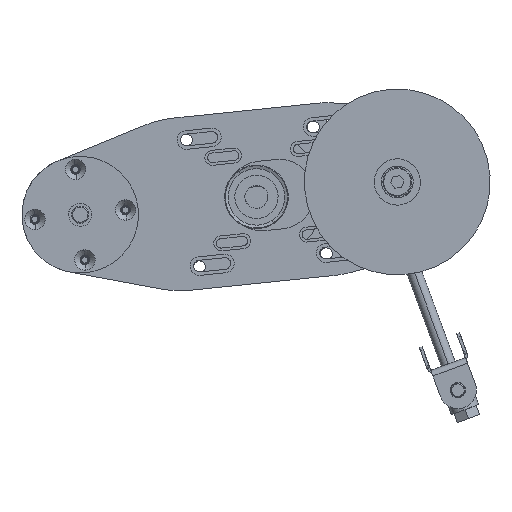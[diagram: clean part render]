
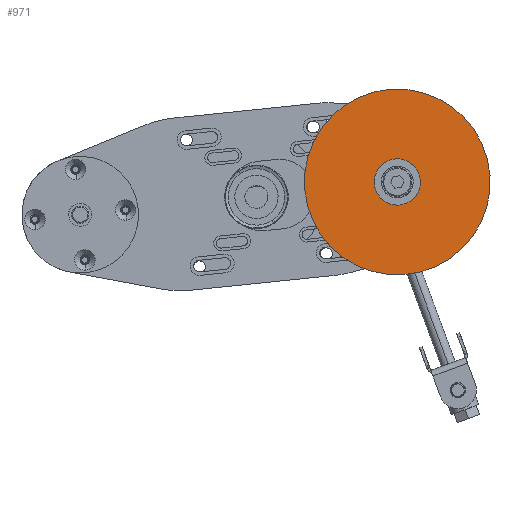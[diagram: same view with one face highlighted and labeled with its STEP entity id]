
A CAD part, front view. The second image highlights one B-rep face of the part: STEP entity #971.
In plain terms, the highlighted face is planar.
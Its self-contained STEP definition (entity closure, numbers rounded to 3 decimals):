
#436 = EDGE_CURVE ( 'NONE', #4170, #4067, #16264, .T. ) ;
#971 = ADVANCED_FACE ( 'NONE', ( #12060, #17773 ), #13815, .T. ) ;
#2797 = CARTESIAN_POINT ( 'NONE',  ( 0., 20., 0. ) ) ;
#2899 = ORIENTED_EDGE ( 'NONE', *, *, #17349, .F. ) ;
#4067 = VERTEX_POINT ( 'NONE', #16948 ) ;
#4170 = VERTEX_POINT ( 'NONE', #5334 ) ;
#5252 = DIRECTION ( 'NONE',  ( 0., 0., 1. ) ) ;
#5334 = CARTESIAN_POINT ( 'NONE',  ( 0., 20., -10. ) ) ;
#7080 = CARTESIAN_POINT ( 'NONE',  ( 0., 20., 0. ) ) ;
#7562 = AXIS2_PLACEMENT_3D ( 'NONE', #12665, #13487, #24424 ) ;
#9213 = DIRECTION ( 'NONE',  ( 0., 1., 0. ) ) ;
#9482 = AXIS2_PLACEMENT_3D ( 'NONE', #15373, #9213, #19116 ) ;
#9542 = DIRECTION ( 'NONE',  ( 0., 0., 1. ) ) ;
#12060 = FACE_BOUND ( 'NONE', #12649, .T. ) ;
#12326 = CIRCLE ( 'NONE', #26379, 10. ) ;
#12649 = EDGE_LOOP ( 'NONE', ( #2899, #27751 ) ) ;
#12665 = CARTESIAN_POINT ( 'NONE',  ( 0., 20., 0. ) ) ;
#13487 = DIRECTION ( 'NONE',  ( 0., 1., 0. ) ) ;
#13815 = PLANE ( 'NONE',  #7562 ) ;
#14177 = CARTESIAN_POINT ( 'NONE',  ( 0., 20., 0. ) ) ;
#15373 = CARTESIAN_POINT ( 'NONE',  ( 0., 20., 0. ) ) ;
#16264 = CIRCLE ( 'NONE', #9482, 10. ) ;
#16375 = AXIS2_PLACEMENT_3D ( 'NONE', #14177, #31319, #16626 ) ;
#16477 = CARTESIAN_POINT ( 'NONE',  ( 0., 20., -51. ) ) ;
#16533 = CIRCLE ( 'NONE', #27059, 51. ) ;
#16626 = DIRECTION ( 'NONE',  ( 0., 0., 1. ) ) ;
#16894 = EDGE_CURVE ( 'NONE', #22552, #22215, #16533, .T. ) ;
#16948 = CARTESIAN_POINT ( 'NONE',  ( 0., 20., 10. ) ) ;
#17349 = EDGE_CURVE ( 'NONE', #4067, #4170, #12326, .T. ) ;
#17773 = FACE_OUTER_BOUND ( 'NONE', #31101, .T. ) ;
#19116 = DIRECTION ( 'NONE',  ( 0., 0., 1. ) ) ;
#19198 = ORIENTED_EDGE ( 'NONE', *, *, #23625, .T. ) ;
#19418 = ORIENTED_EDGE ( 'NONE', *, *, #16894, .T. ) ;
#19852 = DIRECTION ( 'NONE',  ( 0., 1., 0. ) ) ;
#21884 = CIRCLE ( 'NONE', #16375, 51. ) ;
#22215 = VERTEX_POINT ( 'NONE', #16477 ) ;
#22552 = VERTEX_POINT ( 'NONE', #27747 ) ;
#23625 = EDGE_CURVE ( 'NONE', #22215, #22552, #21884, .T. ) ;
#24243 = DIRECTION ( 'NONE',  ( 0., 1., 0. ) ) ;
#24424 = DIRECTION ( 'NONE',  ( 0., 0., 1. ) ) ;
#26379 = AXIS2_PLACEMENT_3D ( 'NONE', #7080, #24243, #9542 ) ;
#27059 = AXIS2_PLACEMENT_3D ( 'NONE', #2797, #19852, #5252 ) ;
#27747 = CARTESIAN_POINT ( 'NONE',  ( 0., 20., 51. ) ) ;
#27751 = ORIENTED_EDGE ( 'NONE', *, *, #436, .F. ) ;
#31101 = EDGE_LOOP ( 'NONE', ( #19198, #19418 ) ) ;
#31319 = DIRECTION ( 'NONE',  ( 0., 1., 0. ) ) ;
